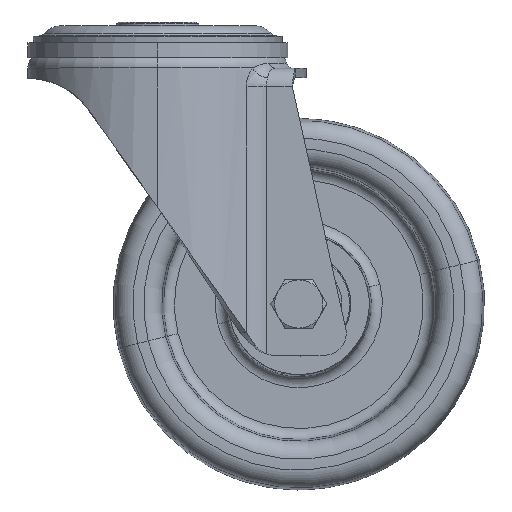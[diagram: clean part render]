
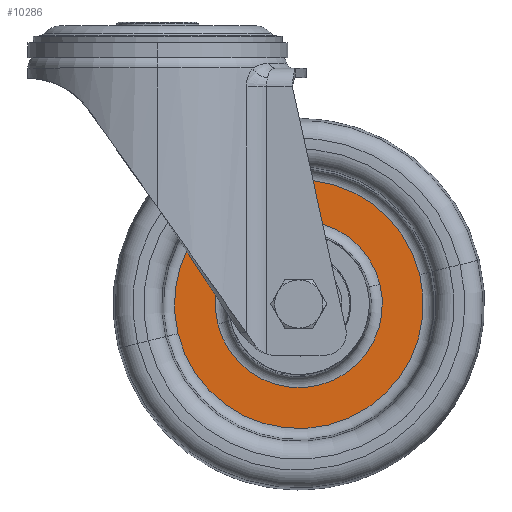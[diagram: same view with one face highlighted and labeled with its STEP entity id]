
A CAD part, top view. The second image highlights one B-rep face of the part: STEP entity #10286.
In plain terms, the highlighted planar face has unit normal (0, 0, 1).
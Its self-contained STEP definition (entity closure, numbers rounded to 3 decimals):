
#1668 = EDGE_CURVE ( 'NONE', #8366, #18879, #6242, .T. ) ;
#1817 = DIRECTION ( 'NONE',  ( 0., 0., 1. ) ) ;
#1938 = AXIS2_PLACEMENT_3D ( 'NONE', #7524, #12076, #4696 ) ;
#2323 = ORIENTED_EDGE ( 'NONE', *, *, #1668, .T. ) ;
#2654 = CIRCLE ( 'NONE', #11658, 22.497 ) ;
#2740 = AXIS2_PLACEMENT_3D ( 'NONE', #18818, #8757, #13102 ) ;
#3454 = EDGE_CURVE ( 'NONE', #9069, #8782, #10529, .T. ) ;
#4116 = EDGE_LOOP ( 'NONE', ( #2323, #17230 ) ) ;
#4696 = DIRECTION ( 'NONE',  ( 0.971, 0.237, 0. ) ) ;
#5928 = PLANE ( 'NONE',  #16122 ) ;
#6242 = CIRCLE ( 'NONE', #9634, 33.516 ) ;
#6276 = CARTESIAN_POINT ( 'NONE',  ( 38., -76., 5. ) ) ;
#7239 = CARTESIAN_POINT ( 'NONE',  ( 16.145, -81.337, 5. ) ) ;
#7524 = CARTESIAN_POINT ( 'NONE',  ( 38., -76., 5. ) ) ;
#7774 = DIRECTION ( 'NONE',  ( 0.971, 0.237, 0. ) ) ;
#8366 = VERTEX_POINT ( 'NONE', #13110 ) ;
#8757 = DIRECTION ( 'NONE',  ( 0., 0., 1. ) ) ;
#8782 = VERTEX_POINT ( 'NONE', #9195 ) ;
#8922 = CARTESIAN_POINT ( 'NONE',  ( 32.663, -54.145, 5. ) ) ;
#9069 = VERTEX_POINT ( 'NONE', #7239 ) ;
#9195 = CARTESIAN_POINT ( 'NONE',  ( 59.855, -70.663, 5. ) ) ;
#9634 = AXIS2_PLACEMENT_3D ( 'NONE', #15074, #1817, #7774 ) ;
#10044 = CIRCLE ( 'NONE', #1938, 33.516 ) ;
#10190 = FACE_BOUND ( 'NONE', #11937, .T. ) ;
#10286 = ADVANCED_FACE ( 'NONE', ( #16171, #10190 ), #5928, .T. ) ;
#10529 = CIRCLE ( 'NONE', #2740, 22.497 ) ;
#11570 = EDGE_CURVE ( 'NONE', #8782, #9069, #2654, .T. ) ;
#11644 = CARTESIAN_POINT ( 'NONE',  ( 5.441, -83.95, 5. ) ) ;
#11658 = AXIS2_PLACEMENT_3D ( 'NONE', #6276, #17779, #13417 ) ;
#11821 = DIRECTION ( 'NONE',  ( 0.971, 0.237, 0. ) ) ;
#11937 = EDGE_LOOP ( 'NONE', ( #16168, #15636 ) ) ;
#12076 = DIRECTION ( 'NONE',  ( 0., 0., 1. ) ) ;
#13102 = DIRECTION ( 'NONE',  ( 0.971, 0.237, 0. ) ) ;
#13110 = CARTESIAN_POINT ( 'NONE',  ( 70.559, -68.05, 5. ) ) ;
#13417 = DIRECTION ( 'NONE',  ( 0.971, 0.237, 0. ) ) ;
#13966 = EDGE_CURVE ( 'NONE', #18879, #8366, #10044, .T. ) ;
#15074 = CARTESIAN_POINT ( 'NONE',  ( 38., -76., 5. ) ) ;
#15636 = ORIENTED_EDGE ( 'NONE', *, *, #3454, .F. ) ;
#16122 = AXIS2_PLACEMENT_3D ( 'NONE', #8922, #17817, #11821 ) ;
#16168 = ORIENTED_EDGE ( 'NONE', *, *, #11570, .F. ) ;
#16171 = FACE_OUTER_BOUND ( 'NONE', #4116, .T. ) ;
#17230 = ORIENTED_EDGE ( 'NONE', *, *, #13966, .T. ) ;
#17779 = DIRECTION ( 'NONE',  ( 0., 0., 1. ) ) ;
#17817 = DIRECTION ( 'NONE',  ( 0., 0., 1. ) ) ;
#18818 = CARTESIAN_POINT ( 'NONE',  ( 38., -76., 5. ) ) ;
#18879 = VERTEX_POINT ( 'NONE', #11644 ) ;
